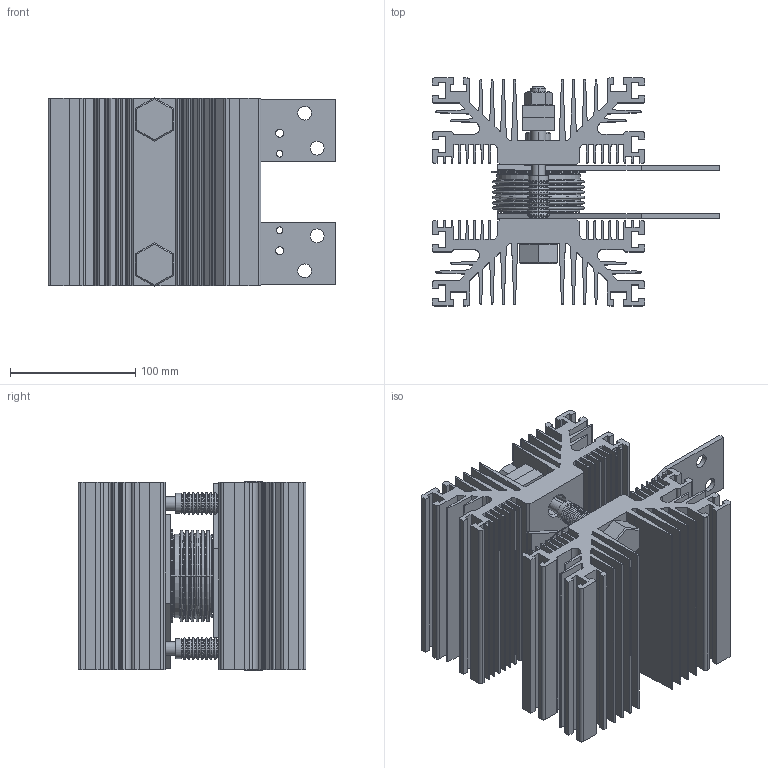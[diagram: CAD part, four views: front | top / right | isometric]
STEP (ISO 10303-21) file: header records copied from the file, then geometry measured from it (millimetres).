
FILE_DESCRIPTION (( 'STEP AP214' ), '1' );
FILE_NAME ('O153-PD54.STEP', '2021-04-19T12:05:20', ( '' ), ( '' ), 'SwSTEP 2.0', 'SolidWorks 2018', '' );
FILE_SCHEMA (( 'AUTOMOTIVE_DESIGN' ));
Length unit declared in the file: millimetre
Products named in the file (1): O153-PD54
Bounding box: 230 x 182 x 151 mm (x, y, z)
Volume: 1796045.5 mm3; surface area: 767473.5 mm2
Topology: 26 solids, 26 shells, 1335 faces, 3330 edges, 2059 vertices
Faces by surface type: plane 495, cylinder 400, cone 220, torus 218, sphere 2
Entity records: 54902 total; most frequent: DIRECTION 7400, CARTESIAN_POINT 6997, ORIENTED_EDGE 6636, EDGE_CURVE 3318, AXIS2_PLACEMENT_3D 2782, VERTEX_POINT 2059, LINE 1836, VECTOR 1836
